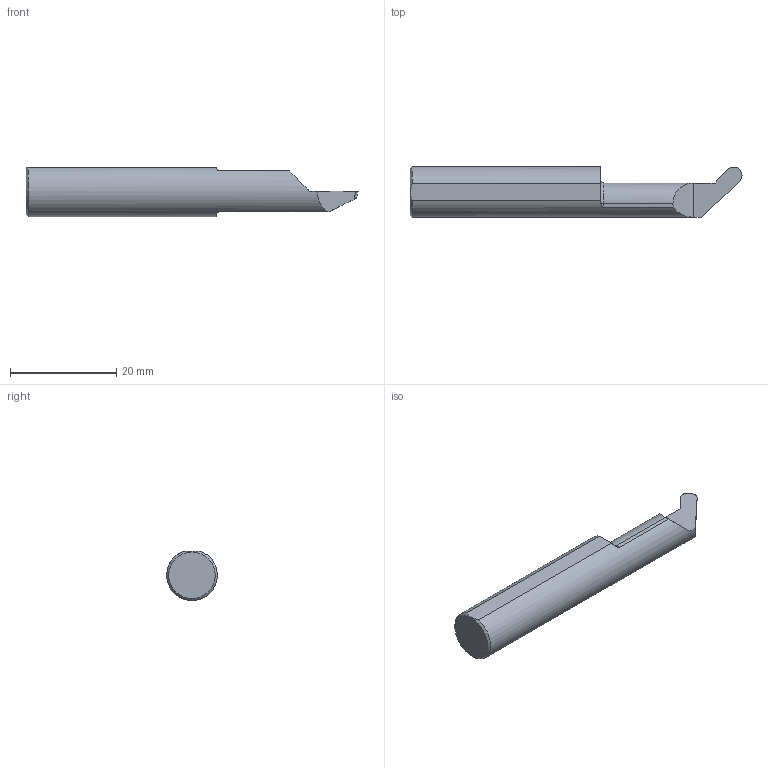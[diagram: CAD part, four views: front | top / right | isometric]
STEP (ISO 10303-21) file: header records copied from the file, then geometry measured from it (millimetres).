
FILE_DESCRIPTION (( 'STEP AP203' ), '1' );
FILE_NAME ('UP37125-16.STEP', '2025-06-18T18:22:53', ( '' ), ( '' ), 'SwSTEP 2.0', 'SolidWorks 2024', '' );
FILE_SCHEMA (( 'CONFIG_CONTROL_DESIGN' ));
Length unit declared in the file: inch
Products named in the file (1): UP37125-16
Bounding box: 62.47 x 9.52 x 9.24 mm (x, y, z)
Volume: 3279.5 mm3; surface area: 1687.8 mm2
Topology: 1 solids, 1 shells, 20 faces, 53 edges, 35 vertices
Faces by surface type: plane 8, cylinder 5, torus 3, cone 3, bspline 1
Entity records: 922 total; most frequent: CARTESIAN_POINT 385, ORIENTED_EDGE 106, DIRECTION 85, EDGE_CURVE 53, VERTEX_POINT 35, AXIS2_PLACEMENT_3D 34, ADVANCED_FACE 20, FACE_OUTER_BOUND 20
